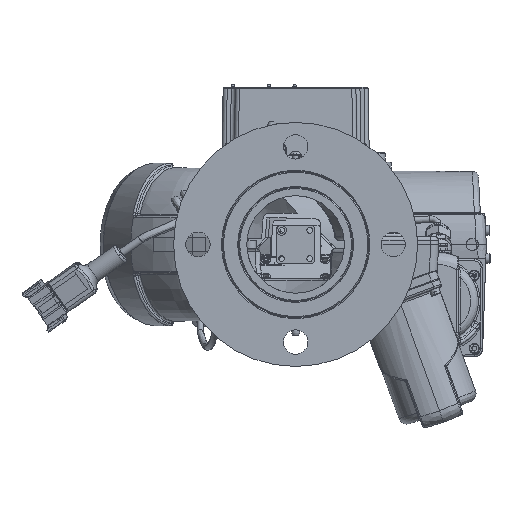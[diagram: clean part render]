
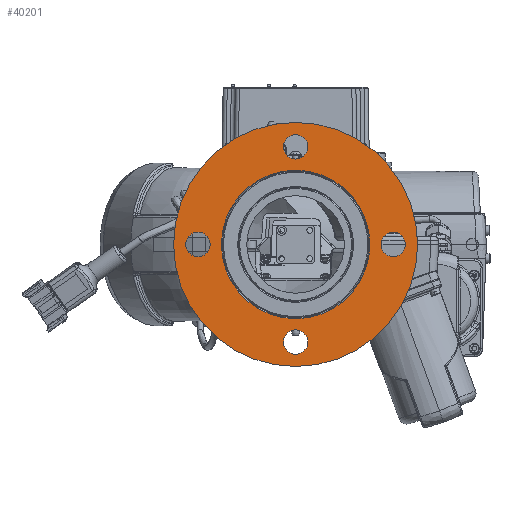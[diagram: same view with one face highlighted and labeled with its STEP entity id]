
A CAD part, front view. The second image highlights one B-rep face of the part: STEP entity #40201.
In plain terms, the highlighted planar face has unit normal (0, -1, 0).
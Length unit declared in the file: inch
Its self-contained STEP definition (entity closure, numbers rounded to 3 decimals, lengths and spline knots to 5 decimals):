
#2207 = CIRCLE ( 'NONE', #139522, 0.375 ) ;
#4915 = FACE_BOUND ( 'NONE', #116671, .T. ) ;
#5252 = AXIS2_PLACEMENT_3D ( 'NONE', #136819, #13713, #25373 ) ;
#9982 = AXIS2_PLACEMENT_3D ( 'NONE', #14180, #137293, #49126 ) ;
#12228 = VERTEX_POINT ( 'NONE', #56653 ) ;
#13406 = CARTESIAN_POINT ( 'NONE',  ( -3., -6.0145, 0. ) ) ;
#13713 = DIRECTION ( 'NONE',  ( 0., 1., 0. ) ) ;
#14180 = CARTESIAN_POINT ( 'NONE',  ( 3., -6.0145, 0. ) ) ;
#18428 = DIRECTION ( 'NONE',  ( -1., 0., 0. ) ) ;
#21389 = CARTESIAN_POINT ( 'NONE',  ( -0.375, -6.0145, -3. ) ) ;
#25373 = DIRECTION ( 'NONE',  ( -1., 0., 0. ) ) ;
#28217 = FACE_BOUND ( 'NONE', #101556, .T. ) ;
#30768 = CARTESIAN_POINT ( 'NONE',  ( 0., -6.0145, 0. ) ) ;
#30977 = CIRCLE ( 'NONE', #115033, 0.375 ) ;
#35282 = DIRECTION ( 'NONE',  ( -1., 0., 0. ) ) ;
#36155 = CARTESIAN_POINT ( 'NONE',  ( 0., -6.0145, -3. ) ) ;
#37742 = FACE_OUTER_BOUND ( 'NONE', #79960, .T. ) ;
#38511 = AXIS2_PLACEMENT_3D ( 'NONE', #56322, #135745, #69402 ) ;
#39679 = CARTESIAN_POINT ( 'NONE',  ( -3.375, -6.0145, 0. ) ) ;
#40201 = ADVANCED_FACE ( 'NONE', ( #37742, #28217, #50089, #71202, #72628, #4915 ), #126616, .F. ) ;
#48718 = EDGE_CURVE ( 'NONE', #100180, #100180, #105757, .T. ) ;
#49126 = DIRECTION ( 'NONE',  ( -1., 0., 0. ) ) ;
#50089 = FACE_BOUND ( 'NONE', #125962, .T. ) ;
#50181 = CARTESIAN_POINT ( 'NONE',  ( 0., -6.0145, 0. ) ) ;
#50733 = EDGE_CURVE ( 'NONE', #89962, #89962, #77967, .T. ) ;
#53801 = VERTEX_POINT ( 'NONE', #133218 ) ;
#56322 = CARTESIAN_POINT ( 'NONE',  ( 0., -6.0145, 3. ) ) ;
#56653 = CARTESIAN_POINT ( 'NONE',  ( 3.75, -6.0145, 0. ) ) ;
#57119 = ORIENTED_EDGE ( 'NONE', *, *, #120399, .T. ) ;
#58697 = DIRECTION ( 'NONE',  ( -1., 0., 0. ) ) ;
#62385 = EDGE_CURVE ( 'NONE', #115450, #115450, #30977, .T. ) ;
#64359 = VERTEX_POINT ( 'NONE', #21389 ) ;
#66904 = ORIENTED_EDGE ( 'NONE', *, *, #48718, .T. ) ;
#69402 = DIRECTION ( 'NONE',  ( -1., 0., 0. ) ) ;
#71202 = FACE_BOUND ( 'NONE', #92766, .T. ) ;
#71633 = EDGE_CURVE ( 'NONE', #64359, #64359, #2207, .T. ) ;
#71997 = DIRECTION ( 'NONE',  ( 0., -1., 0. ) ) ;
#72628 = FACE_BOUND ( 'NONE', #78477, .T. ) ;
#72832 = CIRCLE ( 'NONE', #124134, 3.75 ) ;
#77598 = CARTESIAN_POINT ( 'NONE',  ( -2.281, -6.0145, 0. ) ) ;
#77967 = CIRCLE ( 'NONE', #38511, 0.375 ) ;
#78477 = EDGE_LOOP ( 'NONE', ( #122331 ) ) ;
#79960 = EDGE_LOOP ( 'NONE', ( #57119 ) ) ;
#82679 = DIRECTION ( 'NONE',  ( 0., 1., 0. ) ) ;
#82912 = ORIENTED_EDGE ( 'NONE', *, *, #62385, .T. ) ;
#89962 = VERTEX_POINT ( 'NONE', #114014 ) ;
#92766 = EDGE_LOOP ( 'NONE', ( #113432 ) ) ;
#100180 = VERTEX_POINT ( 'NONE', #77598 ) ;
#101556 = EDGE_LOOP ( 'NONE', ( #82912 ) ) ;
#104810 = DIRECTION ( 'NONE',  ( 1., 0., 0. ) ) ;
#105757 = CIRCLE ( 'NONE', #112831, 2.281 ) ;
#106886 = EDGE_CURVE ( 'NONE', #53801, #53801, #135653, .T. ) ;
#107691 = ORIENTED_EDGE ( 'NONE', *, *, #71633, .T. ) ;
#112831 = AXIS2_PLACEMENT_3D ( 'NONE', #30768, #141533, #18428 ) ;
#113432 = ORIENTED_EDGE ( 'NONE', *, *, #106886, .T. ) ;
#114014 = CARTESIAN_POINT ( 'NONE',  ( -0.375, -6.0145, 3. ) ) ;
#115033 = AXIS2_PLACEMENT_3D ( 'NONE', #13406, #124149, #35282 ) ;
#115450 = VERTEX_POINT ( 'NONE', #39679 ) ;
#116671 = EDGE_LOOP ( 'NONE', ( #66904 ) ) ;
#120399 = EDGE_CURVE ( 'NONE', #12228, #12228, #72832, .T. ) ;
#122331 = ORIENTED_EDGE ( 'NONE', *, *, #50733, .T. ) ;
#124134 = AXIS2_PLACEMENT_3D ( 'NONE', #50181, #71997, #104810 ) ;
#124149 = DIRECTION ( 'NONE',  ( 0., 1., 0. ) ) ;
#125962 = EDGE_LOOP ( 'NONE', ( #107691 ) ) ;
#126616 = PLANE ( 'NONE',  #5252 ) ;
#133218 = CARTESIAN_POINT ( 'NONE',  ( 2.625, -6.0145, 0. ) ) ;
#135653 = CIRCLE ( 'NONE', #9982, 0.375 ) ;
#135745 = DIRECTION ( 'NONE',  ( 0., 1., 0. ) ) ;
#136819 = CARTESIAN_POINT ( 'NONE',  ( 0., -6.0145, 0. ) ) ;
#137293 = DIRECTION ( 'NONE',  ( 0., 1., 0. ) ) ;
#139522 = AXIS2_PLACEMENT_3D ( 'NONE', #36155, #82679, #58697 ) ;
#141533 = DIRECTION ( 'NONE',  ( 0., 1., 0. ) ) ;
